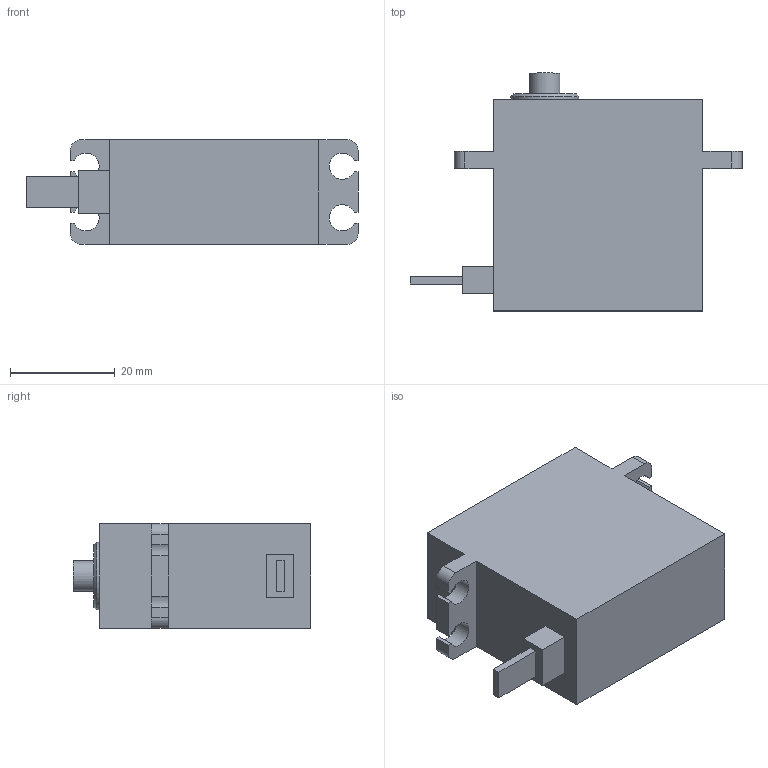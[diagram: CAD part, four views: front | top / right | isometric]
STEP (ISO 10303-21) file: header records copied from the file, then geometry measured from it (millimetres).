
FILE_DESCRIPTION(/* description */ (''),/* implementation_level */ '2;1');
FILE_NAME(/* name */ '50kgServo.step',/* time_stamp */ '2024-01-24T10:33:58-06:00',/* author */ (''),/* organization */ (''),/* preprocessor_version */ 'ST-DEVELOPER v20',/* originating_system */ 'Autodesk Translation Framework v12.14.0.127',/* authorisation */ '');
FILE_SCHEMA (('AUTOMOTIVE_DESIGN { 1 0 10303 214 3 1 1 }'));
Length unit declared in the file: millimetre
Products named in the file (1): 50kg Servo
Bounding box: 63.5 x 45.5 x 20 mm (x, y, z)
Volume: 33680.7 mm3; surface area: 7555 mm2
Topology: 1 solids, 1 shells, 49 faces, 128 edges, 85 vertices
Faces by surface type: plane 38, cylinder 10, cone 1
Full cylindrical faces by diameter (mm): 5.8 x1, 13 x1
Entity records: 1528 total; most frequent: CARTESIAN_POINT 263, ORIENTED_EDGE 256, DIRECTION 249, EDGE_CURVE 128, LINE 107, VECTOR 107, VERTEX_POINT 85, AXIS2_PLACEMENT_3D 71
